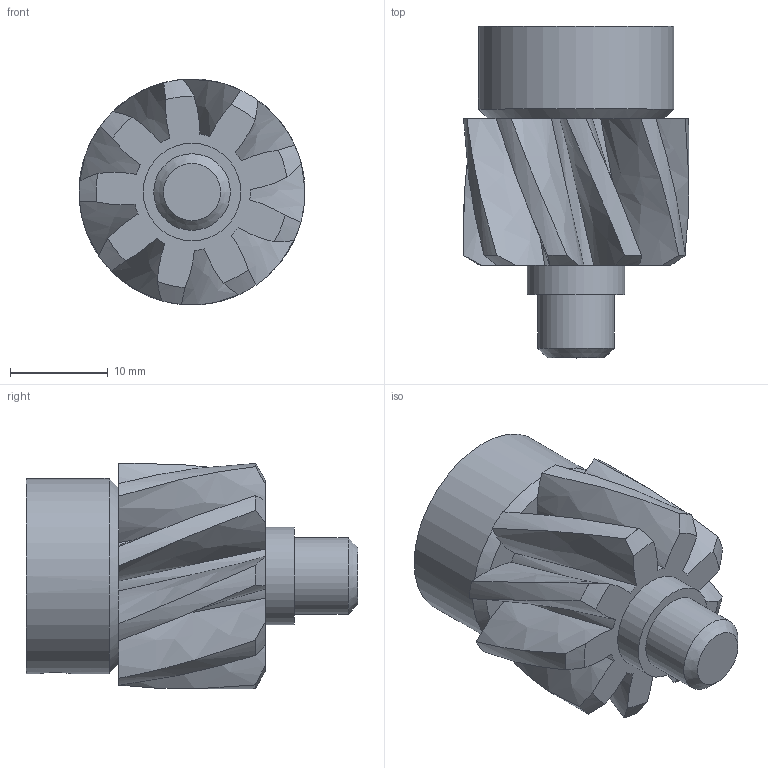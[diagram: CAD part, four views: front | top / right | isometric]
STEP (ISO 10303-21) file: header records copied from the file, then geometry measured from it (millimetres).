
FILE_DESCRIPTION(/* description */ ('STEP AP214'),/* implementation_level */ '2;1');
FILE_NAME(/* name */ '67f795bd92f6fe7eedfba3bc',/* time_stamp */ '2025-04-10T09:56:14Z',/* author */ (''),/* organization */ (''),/* preprocessor_version */ 'ST-DEVELOPER v20',/* originating_system */ 'ONSHAPE BY PTC INC, 1.196',/* authorisation */ ' ');
FILE_SCHEMA (('AUTOMOTIVE_DESIGN {1 0 10303 214 3 1 1}'));
Length unit declared in the file: metre
Products named in the file (1): Sun_Gear
Bounding box: 23.15 x 34 x 23.14 mm (x, y, z)
Volume: 7188.6 mm3; surface area: 3839.1 mm2
Topology: 1 solids, 1 shells, 92 faces, 244 edges, 157 vertices
Faces by surface type: plane 39, cylinder 24, bspline 18, cone 11
Full cylindrical faces by diameter (mm): 3.2 x2, 7.85 x1, 10 x1, 20 x1
Entity records: 3895 total; most frequent: CARTESIAN_POINT 1869, ORIENTED_EDGE 464, DIRECTION 338, EDGE_CURVE 232, AXIS2_PLACEMENT_3D 160, VERTEX_POINT 152, B_SPLINE_CURVE_WITH_KNOTS 129, EDGE_LOOP 106
